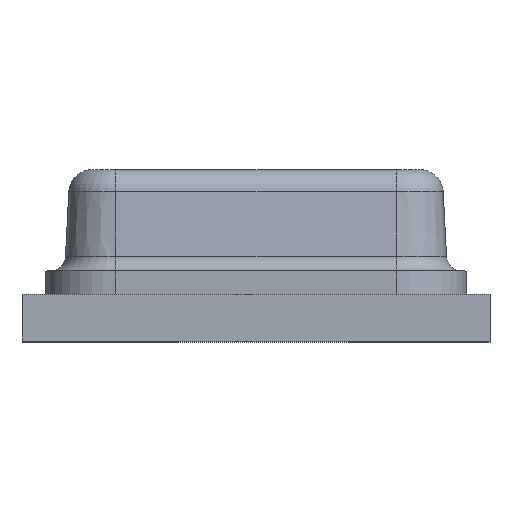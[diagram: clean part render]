
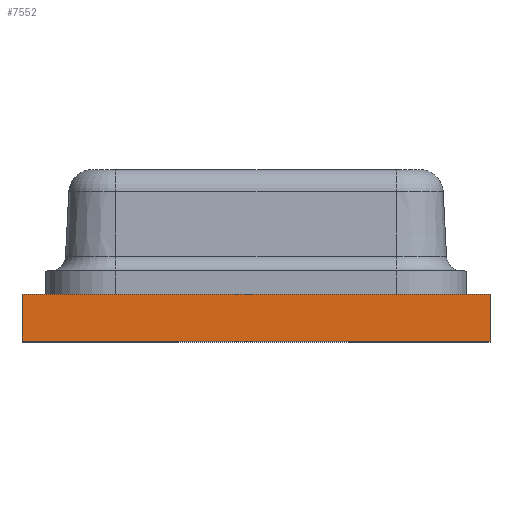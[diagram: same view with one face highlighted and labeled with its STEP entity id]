
A CAD part, top view. The second image highlights one B-rep face of the part: STEP entity #7552.
In plain terms, the highlighted planar face has unit normal (0, 0, 1).
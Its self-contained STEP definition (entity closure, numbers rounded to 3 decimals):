
#63 = DIRECTION ( 'NONE',  ( -1., 0., 0. ) ) ;
#133 = EDGE_CURVE ( 'NONE', #633, #7095, #4864, .T. ) ;
#633 = VERTEX_POINT ( 'NONE', #2666 ) ;
#667 = FACE_OUTER_BOUND ( 'NONE', #5906, .T. ) ;
#681 = DIRECTION ( 'NONE',  ( 0., -1., 0. ) ) ;
#741 = PLANE ( 'NONE',  #7152 ) ;
#788 = CARTESIAN_POINT ( 'NONE',  ( -1.5, 0.3, 2.5 ) ) ;
#823 = DIRECTION ( 'NONE',  ( 1., 0., 0. ) ) ;
#1160 = DIRECTION ( 'NONE',  ( 0., -1., 0. ) ) ;
#1243 = ORIENTED_EDGE ( 'NONE', *, *, #6719, .T. ) ;
#1296 = LINE ( 'NONE', #1372, #5284 ) ;
#1372 = CARTESIAN_POINT ( 'NONE',  ( 1.5, 0.3, 2.5 ) ) ;
#1619 = ORIENTED_EDGE ( 'NONE', *, *, #6311, .F. ) ;
#1653 = CARTESIAN_POINT ( 'NONE',  ( -1.5, 0.3, 2.5 ) ) ;
#1757 = ORIENTED_EDGE ( 'NONE', *, *, #133, .T. ) ;
#2666 = CARTESIAN_POINT ( 'NONE',  ( -1.5, 0., 2.5 ) ) ;
#3176 = VECTOR ( 'NONE', #3973, 1000. ) ;
#3319 = VECTOR ( 'NONE', #823, 1000. ) ;
#3565 = CARTESIAN_POINT ( 'NONE',  ( 1.5, 0., 2.5 ) ) ;
#3973 = DIRECTION ( 'NONE',  ( 1., 0., 0. ) ) ;
#4045 = LINE ( 'NONE', #6457, #4329 ) ;
#4168 = CARTESIAN_POINT ( 'NONE',  ( -1.5, 0.3, 2.5 ) ) ;
#4284 = EDGE_CURVE ( 'NONE', #4881, #7095, #1296, .T. ) ;
#4329 = VECTOR ( 'NONE', #1160, 1000. ) ;
#4486 = VERTEX_POINT ( 'NONE', #788 ) ;
#4864 = LINE ( 'NONE', #7282, #3319 ) ;
#4881 = VERTEX_POINT ( 'NONE', #5519 ) ;
#5284 = VECTOR ( 'NONE', #681, 1000. ) ;
#5519 = CARTESIAN_POINT ( 'NONE',  ( 1.5, 0.3, 2.5 ) ) ;
#5906 = EDGE_LOOP ( 'NONE', ( #1757, #6475, #1619, #1243 ) ) ;
#6311 = EDGE_CURVE ( 'NONE', #4486, #4881, #6877, .T. ) ;
#6457 = CARTESIAN_POINT ( 'NONE',  ( -1.5, 0.3, 2.5 ) ) ;
#6475 = ORIENTED_EDGE ( 'NONE', *, *, #4284, .F. ) ;
#6556 = DIRECTION ( 'NONE',  ( 0., 0., -1. ) ) ;
#6719 = EDGE_CURVE ( 'NONE', #4486, #633, #4045, .T. ) ;
#6877 = LINE ( 'NONE', #1653, #3176 ) ;
#7095 = VERTEX_POINT ( 'NONE', #3565 ) ;
#7152 = AXIS2_PLACEMENT_3D ( 'NONE', #4168, #6556, #63 ) ;
#7282 = CARTESIAN_POINT ( 'NONE',  ( -1.5, 0., 2.5 ) ) ;
#7552 = ADVANCED_FACE ( 'NONE', ( #667 ), #741, .F. ) ;
